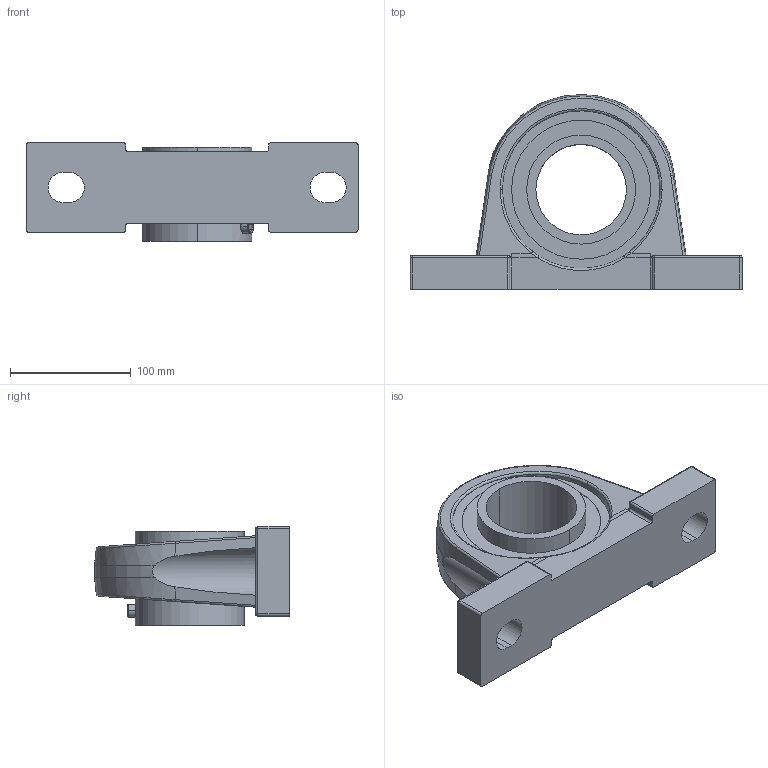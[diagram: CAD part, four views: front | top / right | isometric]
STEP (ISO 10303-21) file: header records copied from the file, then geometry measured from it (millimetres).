
FILE_DESCRIPTION((''),'2;1');
FILE_NAME('UCP215_ASM','2014-09-16T',('giuseppe.caruso'),(''),'PRO/ENGINEER BY PARAMETRIC TECHNOLOGY CORPORATION, 2012480','PRO/ENGINEER BY PARAMETRIC TECHNOLOGY CORPORATION, 2012480','');
FILE_SCHEMA(('CONFIG_CONTROL_DESIGN'));
Length unit declared in the file: millimetre
Products named in the file (3): P215-UC215; M12X1-5_INST; UCP215_ASM
Assembly tree (3 placements, depth 2):
  UCP215_ASM
    P215-UC215
    M12X1-5_INST  x2
Bounding box: 275 x 161.44 x 81.5 mm (x, y, z)
Volume: 1134836.6 mm3; surface area: 132424.2 mm2
Topology: 3 solids, 5 shells, 356 faces, 960 edges, 624 vertices
Faces by surface type: plane 255, cylinder 60, bspline 17, cone 10, sphere 8, torus 6
Entity records: 12134 total; most frequent: CARTESIAN_POINT 3568, ORIENTED_EDGE 1844, DIRECTION 1608, EDGE_CURVE 928, VECTOR 732, LINE 732, VERTEX_POINT 604, AXIS2_PLACEMENT_3D 438
